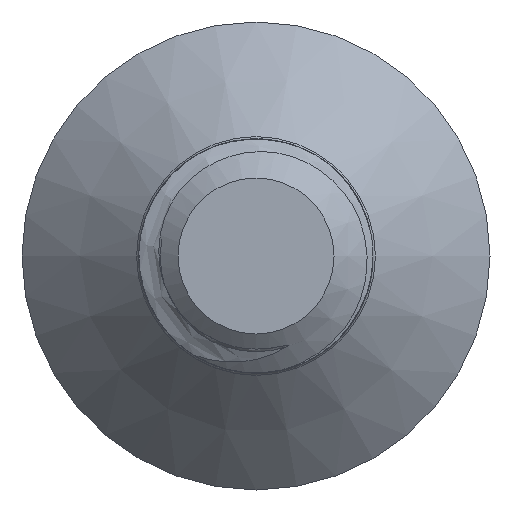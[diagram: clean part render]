
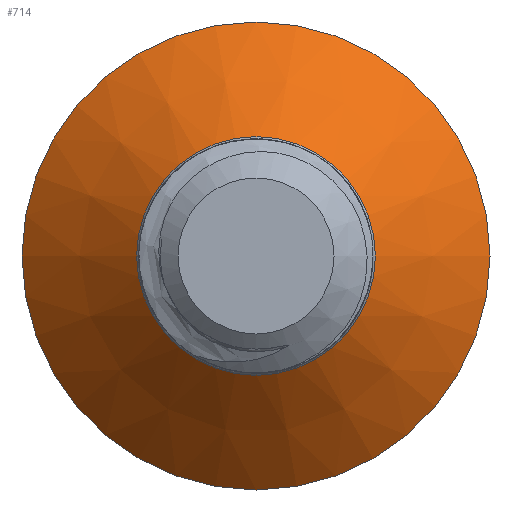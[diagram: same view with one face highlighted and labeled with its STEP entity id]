
A CAD part, front view. The second image highlights one B-rep face of the part: STEP entity #714.
In plain terms, the highlighted conical face has half-angle 46 degrees and reference radius 2.265 mm.
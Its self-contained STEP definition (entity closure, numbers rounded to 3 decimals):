
#45=CONICAL_SURFACE('',#788,2.265,0.803);
#66=CIRCLE('',#785,1.531);
#67=CIRCLE('',#786,1.531);
#68=CIRCLE('',#787,1.531);
#69=CIRCLE('',#789,3.);
#70=CIRCLE('',#790,3.);
#111=FACE_OUTER_BOUND('',#152,.T.);
#152=EDGE_LOOP('',(#596,#597,#598,#599,#600,#601,#602));
#221=LINE('',#3570,#249);
#249=VECTOR('',#931,2.265);
#307=VERTEX_POINT('',#3558);
#308=VERTEX_POINT('',#3560);
#309=VERTEX_POINT('',#3562);
#310=VERTEX_POINT('',#3566);
#311=VERTEX_POINT('',#3567);
#406=EDGE_CURVE('',#308,#307,#66,.T.);
#407=EDGE_CURVE('',#309,#308,#67,.T.);
#408=EDGE_CURVE('',#307,#309,#68,.T.);
#409=EDGE_CURVE('',#310,#311,#69,.T.);
#410=EDGE_CURVE('',#311,#310,#70,.T.);
#411=EDGE_CURVE('',#311,#308,#221,.T.);
#596=ORIENTED_EDGE('',*,*,#409,.F.);
#597=ORIENTED_EDGE('',*,*,#410,.F.);
#598=ORIENTED_EDGE('',*,*,#411,.T.);
#599=ORIENTED_EDGE('',*,*,#406,.T.);
#600=ORIENTED_EDGE('',*,*,#408,.T.);
#601=ORIENTED_EDGE('',*,*,#407,.T.);
#602=ORIENTED_EDGE('',*,*,#411,.F.);
#714=ADVANCED_FACE('',(#111),#45,.T.);
#785=AXIS2_PLACEMENT_3D('',#3561,#919,#920);
#786=AXIS2_PLACEMENT_3D('',#3563,#921,#922);
#787=AXIS2_PLACEMENT_3D('',#3564,#923,#924);
#788=AXIS2_PLACEMENT_3D('',#3565,#925,#926);
#789=AXIS2_PLACEMENT_3D('',#3568,#927,#928);
#790=AXIS2_PLACEMENT_3D('',#3569,#929,#930);
#919=DIRECTION('center_axis',(0.,1.,0.));
#920=DIRECTION('ref_axis',(1.,0.,0.));
#921=DIRECTION('center_axis',(0.,1.,0.));
#922=DIRECTION('ref_axis',(1.,0.,0.));
#923=DIRECTION('center_axis',(0.,1.,0.));
#924=DIRECTION('ref_axis',(1.,0.,0.));
#925=DIRECTION('center_axis',(0.,1.,0.));
#926=DIRECTION('ref_axis',(-1.,0.,0.));
#927=DIRECTION('center_axis',(0.,1.,0.));
#928=DIRECTION('ref_axis',(1.,0.,0.));
#929=DIRECTION('center_axis',(0.,1.,0.));
#930=DIRECTION('ref_axis',(1.,0.,0.));
#931=DIRECTION('',(-0.719,-0.695,0.));
#3558=CARTESIAN_POINT('',(0.,0.029,-1.531));
#3560=CARTESIAN_POINT('',(1.531,0.029,0.));
#3561=CARTESIAN_POINT('Origin',(0.,0.029,0.));
#3562=CARTESIAN_POINT('',(-1.531,0.029,0.));
#3563=CARTESIAN_POINT('Origin',(0.,0.029,0.));
#3564=CARTESIAN_POINT('Origin',(0.,0.029,0.));
#3565=CARTESIAN_POINT('Origin',(0.,0.739,0.));
#3566=CARTESIAN_POINT('',(-3.,1.449,0.));
#3567=CARTESIAN_POINT('',(3.,1.449,0.));
#3568=CARTESIAN_POINT('Origin',(0.,1.449,0.));
#3569=CARTESIAN_POINT('Origin',(0.,1.449,0.));
#3570=CARTESIAN_POINT('',(2.265,0.739,0.));
